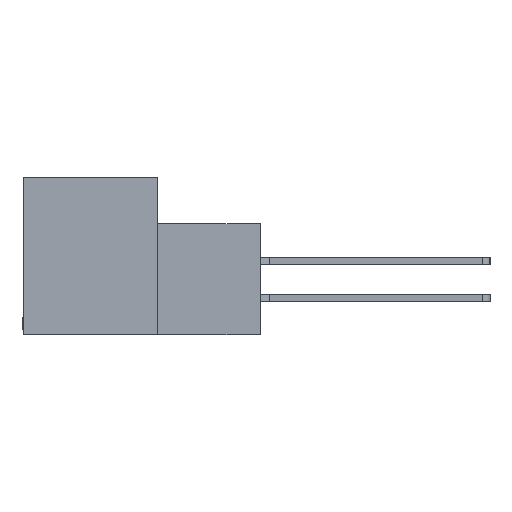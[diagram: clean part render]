
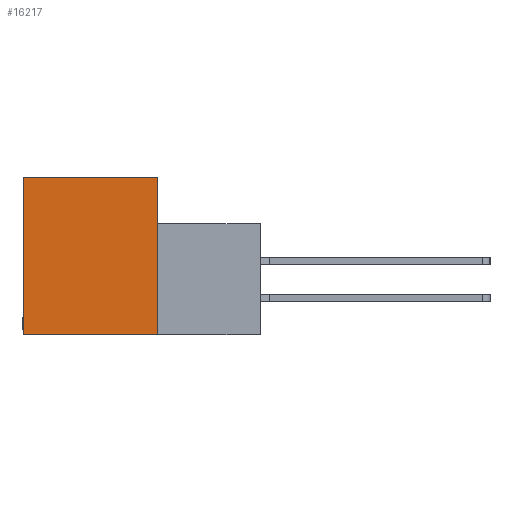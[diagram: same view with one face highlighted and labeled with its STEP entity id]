
A CAD part, left-side view. The second image highlights one B-rep face of the part: STEP entity #16217.
In plain terms, the highlighted planar face has unit normal (-1, 0, 0).
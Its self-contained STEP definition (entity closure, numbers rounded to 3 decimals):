
#2113 = CARTESIAN_POINT ( 'NONE',  ( 0., 11.506, 0. ) ) ;
#3140 = CARTESIAN_POINT ( 'NONE',  ( 0., -8.814, -13.487 ) ) ;
#4810 = CARTESIAN_POINT ( 'NONE',  ( 0., 11.506, 0. ) ) ;
#4861 = EDGE_CURVE ( 'NONE', #23194, #30952, #32673, .T. ) ;
#6305 = VERTEX_POINT ( 'NONE', #16114 ) ;
#6610 = VECTOR ( 'NONE', #16020, 1000. ) ;
#7884 = EDGE_CURVE ( 'NONE', #30952, #6305, #20763, .T. ) ;
#8274 = VECTOR ( 'NONE', #9554, 1000. ) ;
#9554 = DIRECTION ( 'NONE',  ( 0., 0., -1. ) ) ;
#11080 = ORIENTED_EDGE ( 'NONE', *, *, #4861, .F. ) ;
#11364 = VERTEX_POINT ( 'NONE', #2113 ) ;
#13078 = ORIENTED_EDGE ( 'NONE', *, *, #7884, .F. ) ;
#13293 = CARTESIAN_POINT ( 'NONE',  ( 0., 11.506, -13.487 ) ) ;
#13406 = EDGE_CURVE ( 'NONE', #11364, #23194, #34764, .T. ) ;
#14605 = PLANE ( 'NONE',  #24820 ) ;
#14627 = ORIENTED_EDGE ( 'NONE', *, *, #28200, .F. ) ;
#16020 = DIRECTION ( 'NONE',  ( 0., 0., 1. ) ) ;
#16114 = CARTESIAN_POINT ( 'NONE',  ( 0., 11.506, -13.487 ) ) ;
#16217 = ADVANCED_FACE ( 'NONE', ( #34182 ), #14605, .F. ) ;
#16653 = ORIENTED_EDGE ( 'NONE', *, *, #13406, .F. ) ;
#19676 = LINE ( 'NONE', #13293, #6610 ) ;
#19893 = CARTESIAN_POINT ( 'NONE',  ( 0., 0., 0. ) ) ;
#20763 = LINE ( 'NONE', #3140, #22026 ) ;
#22026 = VECTOR ( 'NONE', #27074, 1000. ) ;
#22608 = DIRECTION ( 'NONE',  ( 0., 0., -1. ) ) ;
#23194 = VERTEX_POINT ( 'NONE', #24833 ) ;
#23505 = DIRECTION ( 'NONE',  ( 0., -1., 0. ) ) ;
#24274 = VECTOR ( 'NONE', #23505, 1000. ) ;
#24685 = EDGE_LOOP ( 'NONE', ( #13078, #11080, #16653, #14627 ) ) ;
#24820 = AXIS2_PLACEMENT_3D ( 'NONE', #19893, #25405, #22608 ) ;
#24833 = CARTESIAN_POINT ( 'NONE',  ( 0., 0., 0. ) ) ;
#25405 = DIRECTION ( 'NONE',  ( 1., 0., 0. ) ) ;
#26122 = CARTESIAN_POINT ( 'NONE',  ( 0., 0., -13.487 ) ) ;
#27074 = DIRECTION ( 'NONE',  ( 0., 1., 0. ) ) ;
#28200 = EDGE_CURVE ( 'NONE', #6305, #11364, #19676, .T. ) ;
#30952 = VERTEX_POINT ( 'NONE', #26122 ) ;
#31038 = CARTESIAN_POINT ( 'NONE',  ( 0., 0., 0. ) ) ;
#32673 = LINE ( 'NONE', #31038, #8274 ) ;
#34182 = FACE_OUTER_BOUND ( 'NONE', #24685, .T. ) ;
#34764 = LINE ( 'NONE', #4810, #24274 ) ;
